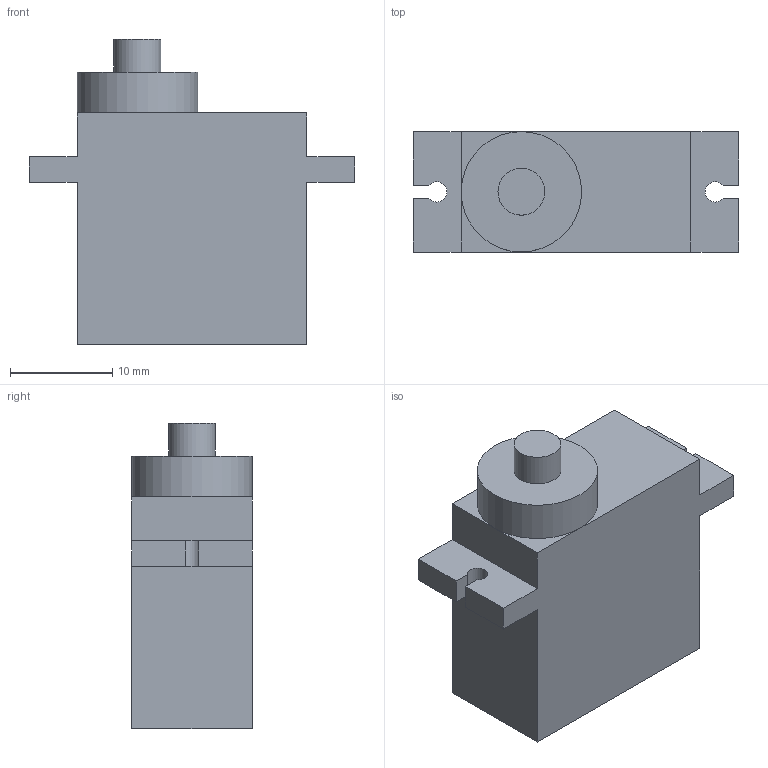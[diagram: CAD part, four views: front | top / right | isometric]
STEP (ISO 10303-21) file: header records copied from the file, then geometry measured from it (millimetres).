
FILE_DESCRIPTION(/* description */ (''),/* implementation_level */ '2;1');
FILE_NAME(/* name */ 'Servo Motor_v2.step',/* time_stamp */ '2021-12-11T14:12:43-07:00',/* author */ (''),/* organization */ (''),/* preprocessor_version */ 'ST-DEVELOPER v18.1',/* originating_system */ 'Autodesk Translation Framework v10.10.0.1391',/* authorisation */ '');
FILE_SCHEMA (('AUTOMOTIVE_DESIGN { 1 0 10303 214 3 1 1 }'));
Length unit declared in the file: millimetre
Products named in the file (1): Servo Motor
Bounding box: 31.9 x 11.8 x 29.9 mm (x, y, z)
Volume: 6770.1 mm3; surface area: 2565.1 mm2
Topology: 1 solids, 1 shells, 28 faces, 72 edges, 47 vertices
Faces by surface type: plane 24, cylinder 4
Full cylindrical faces by diameter (mm): 4.6 x1, 11.8 x1
Entity records: 883 total; most frequent: CARTESIAN_POINT 148, ORIENTED_EDGE 144, DIRECTION 141, EDGE_CURVE 72, LINE 61, VECTOR 61, VERTEX_POINT 47, AXIS2_PLACEMENT_3D 40
